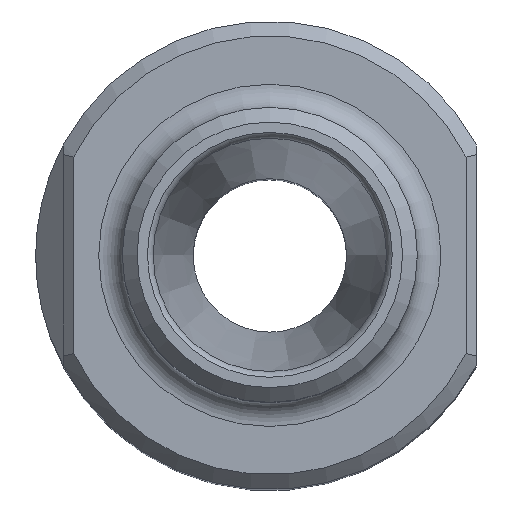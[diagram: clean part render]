
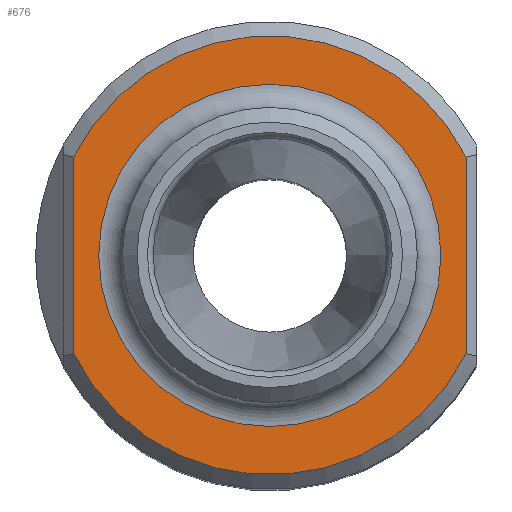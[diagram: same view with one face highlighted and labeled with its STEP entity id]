
A CAD part, top view. The second image highlights one B-rep face of the part: STEP entity #676.
In plain terms, the highlighted planar face has unit normal (0, 0, 1).
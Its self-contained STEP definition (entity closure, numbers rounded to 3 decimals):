
#68=LINE('',#1005,#84);
#69=LINE('',#1010,#85);
#84=VECTOR('',#838,1000.);
#85=VECTOR('',#841,1000.);
#157=ORIENTED_EDGE('',*,*,#243,.F.);
#158=ORIENTED_EDGE('',*,*,#244,.F.);
#159=ORIENTED_EDGE('',*,*,#245,.F.);
#160=ORIENTED_EDGE('',*,*,#246,.T.);
#161=ORIENTED_EDGE('',*,*,#247,.F.);
#243=EDGE_CURVE('',#293,#293,#321,.T.);
#244=EDGE_CURVE('',#294,#295,#68,.T.);
#245=EDGE_CURVE('',#296,#294,#322,.F.);
#246=EDGE_CURVE('',#296,#297,#69,.T.);
#247=EDGE_CURVE('',#295,#297,#323,.F.);
#293=VERTEX_POINT('',#1004);
#294=VERTEX_POINT('',#1006);
#295=VERTEX_POINT('',#1007);
#296=VERTEX_POINT('',#1009);
#297=VERTEX_POINT('',#1011);
#321=CIRCLE('',#730,5.8);
#322=CIRCLE('',#731,7.438);
#323=CIRCLE('',#732,7.438);
#356=EDGE_LOOP('',(#157));
#357=EDGE_LOOP('',(#158,#159,#160,#161));
#404=FACE_BOUND('',#356,.T.);
#405=FACE_BOUND('',#357,.T.);
#433=PLANE('',#729);
#676=ADVANCED_FACE('',(#404,#405),#433,.F.);
#729=AXIS2_PLACEMENT_3D('',#1002,#834,#835);
#730=AXIS2_PLACEMENT_3D('',#1003,#836,#837);
#731=AXIS2_PLACEMENT_3D('',#1008,#839,#840);
#732=AXIS2_PLACEMENT_3D('',#1012,#842,#843);
#834=DIRECTION('',(0.,0.,-1.));
#835=DIRECTION('',(1.,0.,0.));
#836=DIRECTION('',(0.,0.,1.));
#837=DIRECTION('',(1.,0.,0.));
#838=DIRECTION('',(0.,1.,0.));
#839=DIRECTION('',(0.,0.,1.));
#840=DIRECTION('',(1.,0.,0.));
#841=DIRECTION('',(0.,1.,0.));
#842=DIRECTION('',(0.,0.,1.));
#843=DIRECTION('',(1.,0.,0.));
#1002=CARTESIAN_POINT('',(0.,0.,12.5));
#1003=CARTESIAN_POINT('',(0.,0.,12.5));
#1004=CARTESIAN_POINT('',(5.8,0.,12.5));
#1005=CARTESIAN_POINT('',(-6.65,-30.97,12.5));
#1006=CARTESIAN_POINT('',(-6.65,-3.331,12.5));
#1007=CARTESIAN_POINT('',(-6.65,3.331,12.5));
#1008=CARTESIAN_POINT('',(0.,0.,12.5));
#1009=CARTESIAN_POINT('',(6.65,-3.331,12.5));
#1010=CARTESIAN_POINT('',(6.65,-31.983,12.5));
#1011=CARTESIAN_POINT('',(6.65,3.331,12.5));
#1012=CARTESIAN_POINT('',(0.,0.,12.5));
